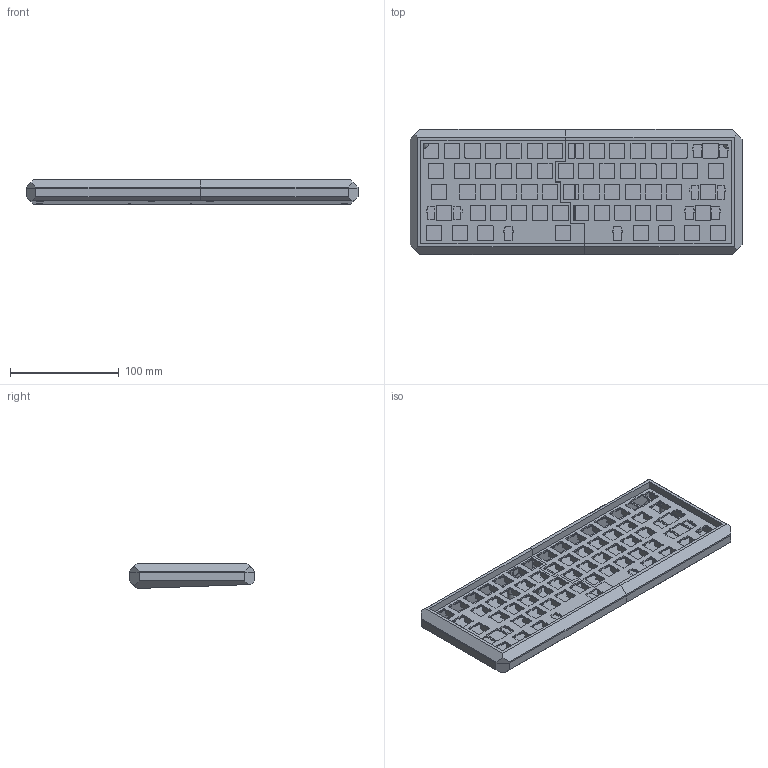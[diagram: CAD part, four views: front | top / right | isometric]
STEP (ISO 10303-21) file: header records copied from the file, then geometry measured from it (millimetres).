
FILE_DESCRIPTION(/* description */ (''),/* implementation_level */ '2;1');
FILE_NAME(/* name */ 'w60 - 60% keyboard.step',/* time_stamp */ '2021-09-06T01:50:44+02:00',/* author */ (''),/* organization */ (''),/* preprocessor_version */ 'ST-DEVELOPER v18.1',/* originating_system */ 'Autodesk Translation Framework v10.10.0.1391',/* authorisation */ '');
FILE_SCHEMA (('AUTOMOTIVE_DESIGN { 1 0 10303 214 3 1 1 }'));
Products named in the file (2): w60 - 60% keyboard; Case
Assembly tree (1 placements, depth 2):
  w60 - 60% keyboard
    Case
Bounding box: 305.75 x 115.25 x 23 mm (x, y, z)
Volume: 215780 mm3; surface area: 187651.3 mm2
Topology: 6 solids, 6 shells, 2110 faces, 6400 edges, 4260 vertices
Faces by surface type: plane 1542, cylinder 554, bspline 8, cone 6
Full cylindrical faces by diameter (mm): 3 x17, 6 x10
Entity records: 72381 total; most frequent: CARTESIAN_POINT 13388, ORIENTED_EDGE 12800, DIRECTION 11699, EDGE_CURVE 6400, LINE 5223, VECTOR 5223, VERTEX_POINT 4260, AXIS2_PLACEMENT_3D 3238
